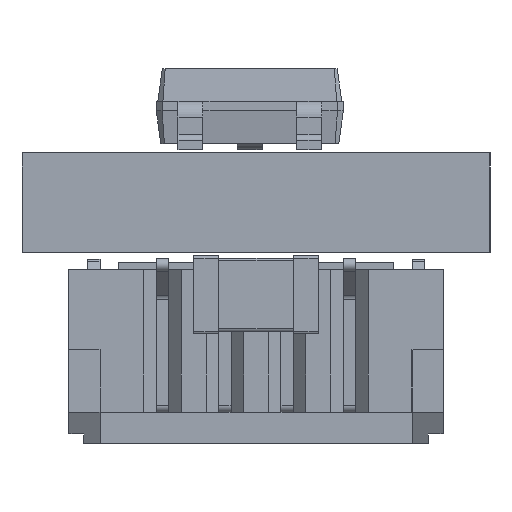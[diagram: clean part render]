
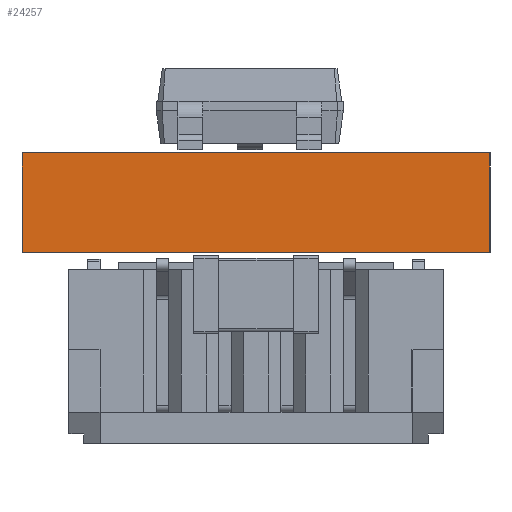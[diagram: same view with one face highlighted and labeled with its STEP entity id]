
A CAD part, left-side view. The second image highlights one B-rep face of the part: STEP entity #24257.
In plain terms, the highlighted planar face has unit normal (-1, 0, 0).
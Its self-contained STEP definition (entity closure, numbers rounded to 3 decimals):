
#24141 = EDGE_CURVE('',#24142,#24144,#24146,.T.);
#24142 = VERTEX_POINT('',#24143);
#24143 = CARTESIAN_POINT('',(-14.863,3.75,0.));
#24144 = VERTEX_POINT('',#24145);
#24145 = CARTESIAN_POINT('',(-14.863,3.75,1.6));
#24146 = SURFACE_CURVE('',#24147,(#24151,#24163),.PCURVE_S1.);
#24147 = LINE('',#24148,#24149);
#24148 = CARTESIAN_POINT('',(-14.863,3.75,0.));
#24149 = VECTOR('',#24150,1.);
#24150 = DIRECTION('',(0.,0.,1.));
#24151 = PCURVE('',#24152,#24157);
#24152 = PLANE('',#24153);
#24153 = AXIS2_PLACEMENT_3D('',#24154,#24155,#24156);
#24154 = CARTESIAN_POINT('',(-14.863,3.75,0.));
#24155 = DIRECTION('',(0.,1.,0.));
#24156 = DIRECTION('',(1.,0.,0.));
#24157 = DEFINITIONAL_REPRESENTATION('',(#24158),#24162);
#24158 = LINE('',#24159,#24160);
#24159 = CARTESIAN_POINT('',(0.,0.));
#24160 = VECTOR('',#24161,1.);
#24161 = DIRECTION('',(0.,-1.));
#24162 = ( GEOMETRIC_REPRESENTATION_CONTEXT(2) 
PARAMETRIC_REPRESENTATION_CONTEXT() REPRESENTATION_CONTEXT('2D SPACE',''
  ) );
#24163 = PCURVE('',#24164,#24169);
#24164 = PLANE('',#24165);
#24165 = AXIS2_PLACEMENT_3D('',#24166,#24167,#24168);
#24166 = CARTESIAN_POINT('',(-14.863,-3.75,0.));
#24167 = DIRECTION('',(-1.,0.,0.));
#24168 = DIRECTION('',(0.,1.,0.));
#24169 = DEFINITIONAL_REPRESENTATION('',(#24170),#24174);
#24170 = LINE('',#24171,#24172);
#24171 = CARTESIAN_POINT('',(7.5,0.));
#24172 = VECTOR('',#24173,1.);
#24173 = DIRECTION('',(0.,-1.));
#24174 = ( GEOMETRIC_REPRESENTATION_CONTEXT(2) 
PARAMETRIC_REPRESENTATION_CONTEXT() REPRESENTATION_CONTEXT('2D SPACE',''
  ) );
#24192 = PLANE('',#24193);
#24193 = AXIS2_PLACEMENT_3D('',#24194,#24195,#24196);
#24194 = CARTESIAN_POINT('',(0.,0.,1.6));
#24195 = DIRECTION('',(0.,0.,-1.));
#24196 = DIRECTION('',(-1.,0.,0.));
#24246 = PLANE('',#24247);
#24247 = AXIS2_PLACEMENT_3D('',#24248,#24249,#24250);
#24248 = CARTESIAN_POINT('',(0.,0.,0.));
#24249 = DIRECTION('',(0.,0.,-1.));
#24250 = DIRECTION('',(-1.,0.,0.));
#24257 = ADVANCED_FACE('',(#24258),#24164,.T.);
#24258 = FACE_BOUND('',#24259,.T.);
#24259 = EDGE_LOOP('',(#24260,#24290,#24311,#24312));
#24260 = ORIENTED_EDGE('',*,*,#24261,.T.);
#24261 = EDGE_CURVE('',#24262,#24264,#24266,.T.);
#24262 = VERTEX_POINT('',#24263);
#24263 = CARTESIAN_POINT('',(-14.863,-3.75,0.));
#24264 = VERTEX_POINT('',#24265);
#24265 = CARTESIAN_POINT('',(-14.863,-3.75,1.6));
#24266 = SURFACE_CURVE('',#24267,(#24271,#24278),.PCURVE_S1.);
#24267 = LINE('',#24268,#24269);
#24268 = CARTESIAN_POINT('',(-14.863,-3.75,0.));
#24269 = VECTOR('',#24270,1.);
#24270 = DIRECTION('',(0.,0.,1.));
#24271 = PCURVE('',#24164,#24272);
#24272 = DEFINITIONAL_REPRESENTATION('',(#24273),#24277);
#24273 = LINE('',#24274,#24275);
#24274 = CARTESIAN_POINT('',(0.,0.));
#24275 = VECTOR('',#24276,1.);
#24276 = DIRECTION('',(0.,-1.));
#24277 = ( GEOMETRIC_REPRESENTATION_CONTEXT(2) 
PARAMETRIC_REPRESENTATION_CONTEXT() REPRESENTATION_CONTEXT('2D SPACE',''
  ) );
#24278 = PCURVE('',#24279,#24284);
#24279 = PLANE('',#24280);
#24280 = AXIS2_PLACEMENT_3D('',#24281,#24282,#24283);
#24281 = CARTESIAN_POINT('',(14.863,-3.75,0.));
#24282 = DIRECTION('',(0.,-1.,0.));
#24283 = DIRECTION('',(-1.,0.,0.));
#24284 = DEFINITIONAL_REPRESENTATION('',(#24285),#24289);
#24285 = LINE('',#24286,#24287);
#24286 = CARTESIAN_POINT('',(29.725,0.));
#24287 = VECTOR('',#24288,1.);
#24288 = DIRECTION('',(0.,-1.));
#24289 = ( GEOMETRIC_REPRESENTATION_CONTEXT(2) 
PARAMETRIC_REPRESENTATION_CONTEXT() REPRESENTATION_CONTEXT('2D SPACE',''
  ) );
#24290 = ORIENTED_EDGE('',*,*,#24291,.T.);
#24291 = EDGE_CURVE('',#24264,#24144,#24292,.T.);
#24292 = SURFACE_CURVE('',#24293,(#24297,#24304),.PCURVE_S1.);
#24293 = LINE('',#24294,#24295);
#24294 = CARTESIAN_POINT('',(-14.863,-3.75,1.6));
#24295 = VECTOR('',#24296,1.);
#24296 = DIRECTION('',(0.,1.,0.));
#24297 = PCURVE('',#24164,#24298);
#24298 = DEFINITIONAL_REPRESENTATION('',(#24299),#24303);
#24299 = LINE('',#24300,#24301);
#24300 = CARTESIAN_POINT('',(0.,-1.6));
#24301 = VECTOR('',#24302,1.);
#24302 = DIRECTION('',(1.,0.));
#24303 = ( GEOMETRIC_REPRESENTATION_CONTEXT(2) 
PARAMETRIC_REPRESENTATION_CONTEXT() REPRESENTATION_CONTEXT('2D SPACE',''
  ) );
#24304 = PCURVE('',#24192,#24305);
#24305 = DEFINITIONAL_REPRESENTATION('',(#24306),#24310);
#24306 = LINE('',#24307,#24308);
#24307 = CARTESIAN_POINT('',(14.863,-3.75));
#24308 = VECTOR('',#24309,1.);
#24309 = DIRECTION('',(0.,1.));
#24310 = ( GEOMETRIC_REPRESENTATION_CONTEXT(2) 
PARAMETRIC_REPRESENTATION_CONTEXT() REPRESENTATION_CONTEXT('2D SPACE',''
  ) );
#24311 = ORIENTED_EDGE('',*,*,#24141,.F.);
#24312 = ORIENTED_EDGE('',*,*,#24313,.F.);
#24313 = EDGE_CURVE('',#24262,#24142,#24314,.T.);
#24314 = SURFACE_CURVE('',#24315,(#24319,#24326),.PCURVE_S1.);
#24315 = LINE('',#24316,#24317);
#24316 = CARTESIAN_POINT('',(-14.863,-3.75,0.));
#24317 = VECTOR('',#24318,1.);
#24318 = DIRECTION('',(0.,1.,0.));
#24319 = PCURVE('',#24164,#24320);
#24320 = DEFINITIONAL_REPRESENTATION('',(#24321),#24325);
#24321 = LINE('',#24322,#24323);
#24322 = CARTESIAN_POINT('',(0.,0.));
#24323 = VECTOR('',#24324,1.);
#24324 = DIRECTION('',(1.,0.));
#24325 = ( GEOMETRIC_REPRESENTATION_CONTEXT(2) 
PARAMETRIC_REPRESENTATION_CONTEXT() REPRESENTATION_CONTEXT('2D SPACE',''
  ) );
#24326 = PCURVE('',#24246,#24327);
#24327 = DEFINITIONAL_REPRESENTATION('',(#24328),#24332);
#24328 = LINE('',#24329,#24330);
#24329 = CARTESIAN_POINT('',(14.863,-3.75));
#24330 = VECTOR('',#24331,1.);
#24331 = DIRECTION('',(0.,1.));
#24332 = ( GEOMETRIC_REPRESENTATION_CONTEXT(2) 
PARAMETRIC_REPRESENTATION_CONTEXT() REPRESENTATION_CONTEXT('2D SPACE',''
  ) );
